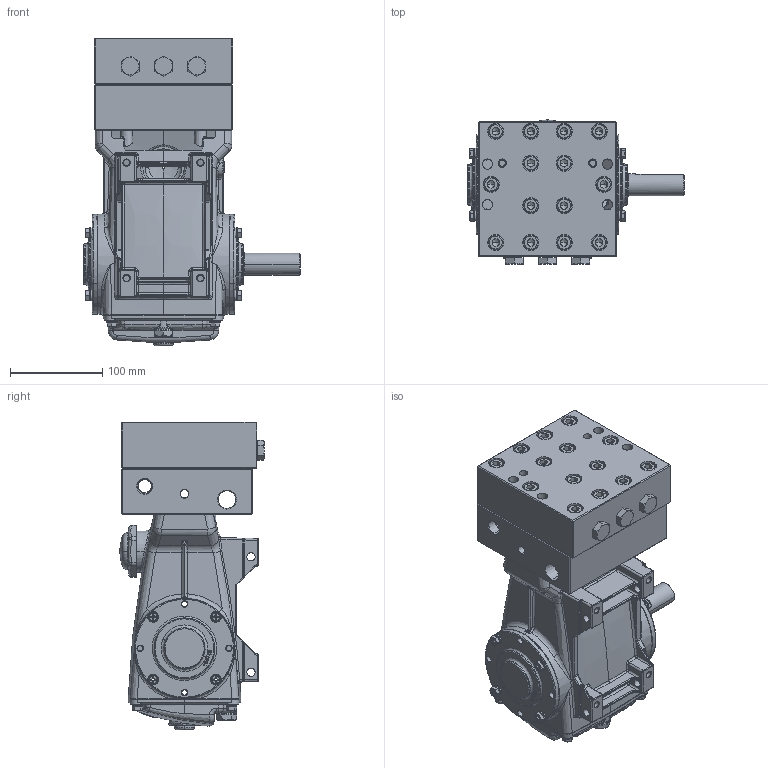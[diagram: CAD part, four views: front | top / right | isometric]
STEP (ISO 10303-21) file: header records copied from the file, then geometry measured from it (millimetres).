
FILE_DESCRIPTION (( 'STEP AP203' ), '1' );
FILE_NAME ('781K.STEP', '2025-05-23T16:12:28', ( '' ), ( '' ), 'SwSTEP 2.0', 'SolidWorks 2025', '' );
FILE_SCHEMA (( 'CONFIG_CONTROL_DESIGN' ));
Length unit declared in the file: inch
Products named in the file (1): 781K
Bounding box: 234.25 x 156.18 x 333.5 mm (x, y, z)
Surface area: 329084.3 mm2 (no closed solid volume)
Topology: 0 solids, 66 shells, 1825 faces, 5899 edges, 3966 vertices
Faces by surface type: plane 777, cylinder 385, bspline 348, cone 201, torus 77, sphere 37
Entity records: 84248 total; most frequent: CARTESIAN_POINT 37265, ORIENTED_EDGE 9618, DIRECTION 8796, EDGE_CURVE 5813, VERTEX_POINT 3962, AXIS2_PLACEMENT_3D 3235, VECTOR 2326, LINE 2326
